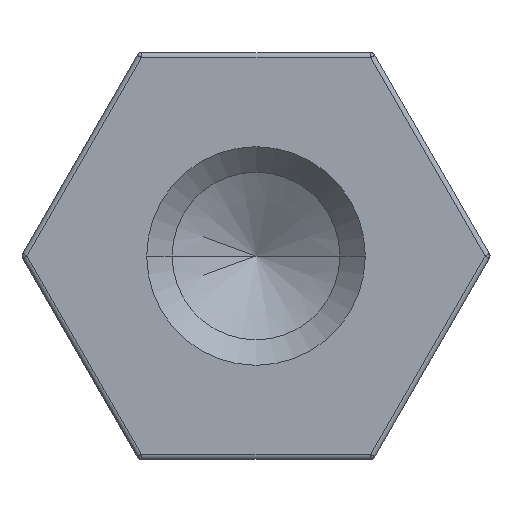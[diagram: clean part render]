
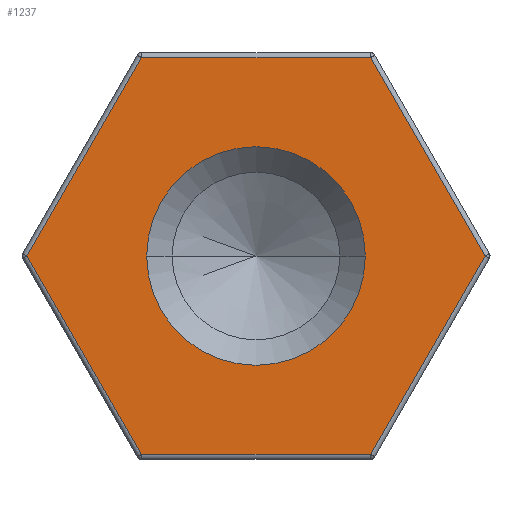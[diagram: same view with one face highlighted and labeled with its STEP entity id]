
A CAD part, left-side view. The second image highlights one B-rep face of the part: STEP entity #1237.
In plain terms, the highlighted planar face has unit normal (-1, 0, 0).
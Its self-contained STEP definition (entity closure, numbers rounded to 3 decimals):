
#4 = EDGE_CURVE ( 'NONE', #531, #600, #493, .T. ) ;
#30 = CARTESIAN_POINT ( 'NONE',  ( 0., 2.15, 0. ) ) ;
#76 = DIRECTION ( 'NONE',  ( 0., -0.5, -0.866 ) ) ;
#81 = LINE ( 'NONE', #820, #158 ) ;
#82 = CARTESIAN_POINT ( 'NONE',  ( 0., 3.377, -1.95 ) ) ;
#97 = AXIS2_PLACEMENT_3D ( 'NONE', #236, #240, #223 ) ;
#147 = DIRECTION ( 'NONE',  ( 0., -1., 0. ) ) ;
#158 = VECTOR ( 'NONE', #818, 1000. ) ;
#182 = CIRCLE ( 'NONE', #902, 2.15 ) ;
#192 = LINE ( 'NONE', #1168, #210 ) ;
#196 = LINE ( 'NONE', #1128, #323 ) ;
#210 = VECTOR ( 'NONE', #1285, 1000. ) ;
#223 = DIRECTION ( 'NONE',  ( 0., 1., 0. ) ) ;
#230 = PLANE ( 'NONE',  #97 ) ;
#236 = CARTESIAN_POINT ( 'NONE',  ( 0., 0., 0. ) ) ;
#240 = DIRECTION ( 'NONE',  ( 1., 0., 0. ) ) ;
#323 = VECTOR ( 'NONE', #147, 1000. ) ;
#373 = DIRECTION ( 'NONE',  ( 0., 0.5, -0.866 ) ) ;
#416 = CARTESIAN_POINT ( 'NONE',  ( 0., 3.377, 1.95 ) ) ;
#423 = DIRECTION ( 'NONE',  ( 0., -0.5, 0.866 ) ) ;
#429 = ORIENTED_EDGE ( 'NONE', *, *, #1003, .T. ) ;
#455 = VECTOR ( 'NONE', #76, 1000. ) ;
#459 = DIRECTION ( 'NONE',  ( 0., 1., 0. ) ) ;
#462 = CARTESIAN_POINT ( 'NONE',  ( 0., 2.252, -3.9 ) ) ;
#493 = CIRCLE ( 'NONE', #1428, 2.15 ) ;
#519 = CARTESIAN_POINT ( 'NONE',  ( 0., 4.503, 0. ) ) ;
#520 = ORIENTED_EDGE ( 'NONE', *, *, #4, .T. ) ;
#531 = VERTEX_POINT ( 'NONE', #1099 ) ;
#551 = ORIENTED_EDGE ( 'NONE', *, *, #1321, .T. ) ;
#600 = VERTEX_POINT ( 'NONE', #30 ) ;
#617 = VERTEX_POINT ( 'NONE', #1106 ) ;
#629 = VERTEX_POINT ( 'NONE', #462 ) ;
#638 = EDGE_LOOP ( 'NONE', ( #906, #1070, #551, #1406, #762, #702 ) ) ;
#658 = LINE ( 'NONE', #896, #1224 ) ;
#697 = CARTESIAN_POINT ( 'NONE',  ( 0., 2.252, 3.9 ) ) ;
#702 = ORIENTED_EDGE ( 'NONE', *, *, #1365, .T. ) ;
#704 = VERTEX_POINT ( 'NONE', #1396 ) ;
#762 = ORIENTED_EDGE ( 'NONE', *, *, #1405, .T. ) ;
#785 = VERTEX_POINT ( 'NONE', #519 ) ;
#818 = DIRECTION ( 'NONE',  ( 0., 0.5, 0.866 ) ) ;
#820 = CARTESIAN_POINT ( 'NONE',  ( 0., -3.377, 1.95 ) ) ;
#896 = CARTESIAN_POINT ( 'NONE',  ( 0., -3.377, -1.95 ) ) ;
#902 = AXIS2_PLACEMENT_3D ( 'NONE', #1242, #1236, #1219 ) ;
#906 = ORIENTED_EDGE ( 'NONE', *, *, #1096, .T. ) ;
#912 = CARTESIAN_POINT ( 'NONE',  ( 0., -2.252, -3.9 ) ) ;
#917 = EDGE_CURVE ( 'NONE', #704, #1124, #192, .T. ) ;
#955 = FACE_BOUND ( 'NONE', #1023, .T. ) ;
#994 = FACE_OUTER_BOUND ( 'NONE', #638, .T. ) ;
#1003 = EDGE_CURVE ( 'NONE', #600, #531, #182, .T. ) ;
#1023 = EDGE_LOOP ( 'NONE', ( #429, #520 ) ) ;
#1030 = VERTEX_POINT ( 'NONE', #912 ) ;
#1061 = CARTESIAN_POINT ( 'NONE',  ( 0., 0., 0. ) ) ;
#1070 = ORIENTED_EDGE ( 'NONE', *, *, #917, .T. ) ;
#1095 = DIRECTION ( 'NONE',  ( 1., 0., 0. ) ) ;
#1096 = EDGE_CURVE ( 'NONE', #617, #704, #81, .T. ) ;
#1099 = CARTESIAN_POINT ( 'NONE',  ( 0., -2.15, 0. ) ) ;
#1106 = CARTESIAN_POINT ( 'NONE',  ( 0., -4.503, 0. ) ) ;
#1113 = LINE ( 'NONE', #416, #1397 ) ;
#1124 = VERTEX_POINT ( 'NONE', #697 ) ;
#1128 = CARTESIAN_POINT ( 'NONE',  ( 0., 0., -3.9 ) ) ;
#1168 = CARTESIAN_POINT ( 'NONE',  ( 0., 0., 3.9 ) ) ;
#1219 = DIRECTION ( 'NONE',  ( 0., 1., 0. ) ) ;
#1224 = VECTOR ( 'NONE', #423, 1000. ) ;
#1236 = DIRECTION ( 'NONE',  ( 1., 0., 0. ) ) ;
#1237 = ADVANCED_FACE ( 'NONE', ( #994, #955 ), #230, .F. ) ;
#1242 = CARTESIAN_POINT ( 'NONE',  ( 0., 0., 0. ) ) ;
#1276 = EDGE_CURVE ( 'NONE', #785, #629, #1308, .T. ) ;
#1285 = DIRECTION ( 'NONE',  ( 0., 1., 0. ) ) ;
#1308 = LINE ( 'NONE', #82, #455 ) ;
#1321 = EDGE_CURVE ( 'NONE', #1124, #785, #1113, .T. ) ;
#1365 = EDGE_CURVE ( 'NONE', #1030, #617, #658, .T. ) ;
#1396 = CARTESIAN_POINT ( 'NONE',  ( 0., -2.252, 3.9 ) ) ;
#1397 = VECTOR ( 'NONE', #373, 1000. ) ;
#1405 = EDGE_CURVE ( 'NONE', #629, #1030, #196, .T. ) ;
#1406 = ORIENTED_EDGE ( 'NONE', *, *, #1276, .T. ) ;
#1428 = AXIS2_PLACEMENT_3D ( 'NONE', #1061, #1095, #459 ) ;
